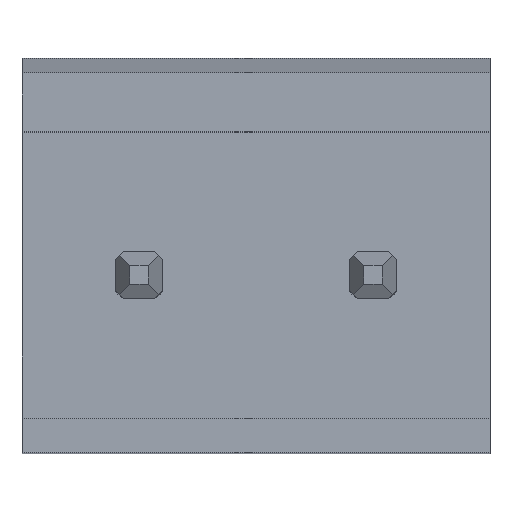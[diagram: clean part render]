
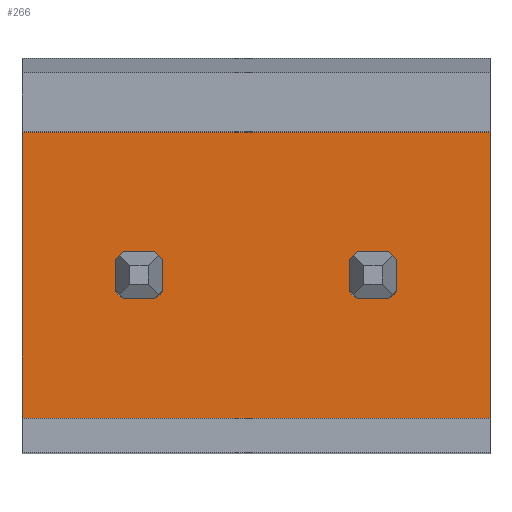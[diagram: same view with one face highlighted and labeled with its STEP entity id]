
A CAD part, top view. The second image highlights one B-rep face of the part: STEP entity #266.
In plain terms, the highlighted planar face has unit normal (0, 0, 1).
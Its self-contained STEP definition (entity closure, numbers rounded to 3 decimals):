
#95=AXIS2_PLACEMENT_3D('Circle Axis2P3D',#93,#94,$) ;
#114=AXIS2_PLACEMENT_3D('Plane Axis2P3D',#111,#112,#113) ;
#161=AXIS2_PLACEMENT_3D('Circle Axis2P3D',#159,#160,$) ;
#175=AXIS2_PLACEMENT_3D('Circle Axis2P3D',#173,#174,$) ;
#189=AXIS2_PLACEMENT_3D('Circle Axis2P3D',#187,#188,$) ;
#203=AXIS2_PLACEMENT_3D('Circle Axis2P3D',#201,#202,$) ;
#225=AXIS2_PLACEMENT_3D('Circle Axis2P3D',#223,#224,$) ;
#239=AXIS2_PLACEMENT_3D('Circle Axis2P3D',#237,#238,$) ;
#253=AXIS2_PLACEMENT_3D('Circle Axis2P3D',#251,#252,$) ;
#42=CARTESIAN_POINT('Vertex',(2.,4.132,7.95)) ;
#45=CARTESIAN_POINT('Line Origine',(2.,3.8,7.95)) ;
#49=CARTESIAN_POINT('Vertex',(2.,3.468,7.95)) ;
#90=CARTESIAN_POINT('Vertex',(2.168,4.3,7.95)) ;
#93=CARTESIAN_POINT('Axis2P3D Location',(2.5,3.8,7.95)) ;
#111=CARTESIAN_POINT('Axis2P3D Location',(0.,6.86,7.95)) ;
#116=CARTESIAN_POINT('Line Origine',(10.,3.795,7.95)) ;
#120=CARTESIAN_POINT('Vertex',(10.,0.73,7.95)) ;
#122=CARTESIAN_POINT('Vertex',(10.,6.86,7.95)) ;
#125=CARTESIAN_POINT('Line Origine',(5.,6.86,7.95)) ;
#129=CARTESIAN_POINT('Vertex',(0.,6.86,7.95)) ;
#132=CARTESIAN_POINT('Line Origine',(0.,3.795,7.95)) ;
#136=CARTESIAN_POINT('Vertex',(0.,0.73,7.95)) ;
#139=CARTESIAN_POINT('Line Origine',(5.,0.73,7.95)) ;
#150=CARTESIAN_POINT('Line Origine',(7.,3.8,7.95)) ;
#154=CARTESIAN_POINT('Vertex',(7.,4.132,7.95)) ;
#156=CARTESIAN_POINT('Vertex',(7.,3.468,7.95)) ;
#159=CARTESIAN_POINT('Axis2P3D Location',(7.5,3.8,7.95)) ;
#163=CARTESIAN_POINT('Vertex',(7.168,4.3,7.95)) ;
#166=CARTESIAN_POINT('Line Origine',(7.5,4.3,7.95)) ;
#170=CARTESIAN_POINT('Vertex',(7.832,4.3,7.95)) ;
#173=CARTESIAN_POINT('Axis2P3D Location',(7.5,3.8,7.95)) ;
#177=CARTESIAN_POINT('Vertex',(8.,4.132,7.95)) ;
#180=CARTESIAN_POINT('Line Origine',(8.,3.8,7.95)) ;
#184=CARTESIAN_POINT('Vertex',(8.,3.468,7.95)) ;
#187=CARTESIAN_POINT('Axis2P3D Location',(7.5,3.8,7.95)) ;
#191=CARTESIAN_POINT('Vertex',(7.832,3.3,7.95)) ;
#194=CARTESIAN_POINT('Line Origine',(7.5,3.3,7.95)) ;
#198=CARTESIAN_POINT('Vertex',(7.168,3.3,7.95)) ;
#201=CARTESIAN_POINT('Axis2P3D Location',(7.5,3.8,7.95)) ;
#216=CARTESIAN_POINT('Line Origine',(2.5,4.3,7.95)) ;
#220=CARTESIAN_POINT('Vertex',(2.832,4.3,7.95)) ;
#223=CARTESIAN_POINT('Axis2P3D Location',(2.5,3.8,7.95)) ;
#227=CARTESIAN_POINT('Vertex',(3.,4.132,7.95)) ;
#230=CARTESIAN_POINT('Line Origine',(3.,3.8,7.95)) ;
#234=CARTESIAN_POINT('Vertex',(3.,3.468,7.95)) ;
#237=CARTESIAN_POINT('Axis2P3D Location',(2.5,3.8,7.95)) ;
#241=CARTESIAN_POINT('Vertex',(2.832,3.3,7.95)) ;
#244=CARTESIAN_POINT('Line Origine',(2.5,3.3,7.95)) ;
#248=CARTESIAN_POINT('Vertex',(2.168,3.3,7.95)) ;
#251=CARTESIAN_POINT('Axis2P3D Location',(2.5,3.8,7.95)) ;
#46=DIRECTION('Vector Direction',(0.,-1.,0.)) ;
#94=DIRECTION('Axis2P3D Direction',(0.,0.,1.)) ;
#112=DIRECTION('Axis2P3D Direction',(-0.,0.,1.)) ;
#113=DIRECTION('Axis2P3D XDirection',(0.,-1.,0.)) ;
#117=DIRECTION('Vector Direction',(0.,-1.,0.)) ;
#126=DIRECTION('Vector Direction',(1.,0.,0.)) ;
#133=DIRECTION('Vector Direction',(0.,-1.,0.)) ;
#140=DIRECTION('Vector Direction',(1.,0.,0.)) ;
#151=DIRECTION('Vector Direction',(0.,-1.,0.)) ;
#160=DIRECTION('Axis2P3D Direction',(-0.,0.,1.)) ;
#167=DIRECTION('Vector Direction',(1.,0.,0.)) ;
#174=DIRECTION('Axis2P3D Direction',(-0.,0.,1.)) ;
#181=DIRECTION('Vector Direction',(0.,1.,0.)) ;
#188=DIRECTION('Axis2P3D Direction',(-0.,0.,1.)) ;
#195=DIRECTION('Vector Direction',(-1.,0.,0.)) ;
#202=DIRECTION('Axis2P3D Direction',(-0.,0.,1.)) ;
#217=DIRECTION('Vector Direction',(1.,0.,0.)) ;
#224=DIRECTION('Axis2P3D Direction',(-0.,0.,1.)) ;
#231=DIRECTION('Vector Direction',(0.,1.,0.)) ;
#238=DIRECTION('Axis2P3D Direction',(-0.,0.,1.)) ;
#245=DIRECTION('Vector Direction',(-1.,0.,0.)) ;
#252=DIRECTION('Axis2P3D Direction',(-0.,0.,1.)) ;
#47=VECTOR('Line Direction',#46,1.) ;
#118=VECTOR('Line Direction',#117,1.) ;
#127=VECTOR('Line Direction',#126,1.) ;
#134=VECTOR('Line Direction',#133,1.) ;
#141=VECTOR('Line Direction',#140,1.) ;
#152=VECTOR('Line Direction',#151,1.) ;
#168=VECTOR('Line Direction',#167,1.) ;
#182=VECTOR('Line Direction',#181,1.) ;
#196=VECTOR('Line Direction',#195,1.) ;
#218=VECTOR('Line Direction',#217,1.) ;
#232=VECTOR('Line Direction',#231,1.) ;
#246=VECTOR('Line Direction',#245,1.) ;
#145=ORIENTED_EDGE('',*,*,#124,.T.) ;
#146=ORIENTED_EDGE('',*,*,#131,.F.) ;
#147=ORIENTED_EDGE('',*,*,#138,.F.) ;
#148=ORIENTED_EDGE('',*,*,#143,.T.) ;
#207=ORIENTED_EDGE('',*,*,#158,.F.) ;
#208=ORIENTED_EDGE('',*,*,#165,.F.) ;
#209=ORIENTED_EDGE('',*,*,#172,.T.) ;
#210=ORIENTED_EDGE('',*,*,#179,.F.) ;
#211=ORIENTED_EDGE('',*,*,#186,.F.) ;
#212=ORIENTED_EDGE('',*,*,#193,.F.) ;
#213=ORIENTED_EDGE('',*,*,#200,.T.) ;
#214=ORIENTED_EDGE('',*,*,#205,.F.) ;
#257=ORIENTED_EDGE('',*,*,#97,.F.) ;
#258=ORIENTED_EDGE('',*,*,#222,.T.) ;
#259=ORIENTED_EDGE('',*,*,#229,.F.) ;
#260=ORIENTED_EDGE('',*,*,#236,.F.) ;
#261=ORIENTED_EDGE('',*,*,#243,.F.) ;
#262=ORIENTED_EDGE('',*,*,#250,.T.) ;
#263=ORIENTED_EDGE('',*,*,#255,.F.) ;
#264=ORIENTED_EDGE('',*,*,#51,.F.) ;
#215=FACE_BOUND('',#206,.T.) ;
#265=FACE_BOUND('',#256,.T.) ;
#266=ADVANCED_FACE('Housing',(#149,#215,#265),#115,.T.) ;
#96=CIRCLE('generated circle',#95,0.6) ;
#162=CIRCLE('generated circle',#161,0.6) ;
#176=CIRCLE('generated circle',#175,0.6) ;
#190=CIRCLE('generated circle',#189,0.6) ;
#204=CIRCLE('generated circle',#203,0.6) ;
#226=CIRCLE('generated circle',#225,0.6) ;
#240=CIRCLE('generated circle',#239,0.6) ;
#254=CIRCLE('generated circle',#253,0.6) ;
#51=EDGE_CURVE('',#43,#50,#48,.T.) ;
#97=EDGE_CURVE('',#91,#43,#96,.T.) ;
#124=EDGE_CURVE('',#121,#123,#119,.F.) ;
#131=EDGE_CURVE('',#130,#123,#128,.T.) ;
#138=EDGE_CURVE('',#137,#130,#135,.F.) ;
#143=EDGE_CURVE('',#137,#121,#142,.T.) ;
#158=EDGE_CURVE('',#155,#157,#153,.T.) ;
#165=EDGE_CURVE('',#164,#155,#162,.T.) ;
#172=EDGE_CURVE('',#164,#171,#169,.T.) ;
#179=EDGE_CURVE('',#178,#171,#176,.T.) ;
#186=EDGE_CURVE('',#185,#178,#183,.T.) ;
#193=EDGE_CURVE('',#192,#185,#190,.T.) ;
#200=EDGE_CURVE('',#192,#199,#197,.T.) ;
#205=EDGE_CURVE('',#157,#199,#204,.T.) ;
#222=EDGE_CURVE('',#91,#221,#219,.T.) ;
#229=EDGE_CURVE('',#228,#221,#226,.T.) ;
#236=EDGE_CURVE('',#235,#228,#233,.T.) ;
#243=EDGE_CURVE('',#242,#235,#240,.T.) ;
#250=EDGE_CURVE('',#242,#249,#247,.T.) ;
#255=EDGE_CURVE('',#50,#249,#254,.T.) ;
#144=EDGE_LOOP('',(#145,#146,#147,#148)) ;
#206=EDGE_LOOP('',(#207,#208,#209,#210,#211,#212,#213,#214)) ;
#256=EDGE_LOOP('',(#257,#258,#259,#260,#261,#262,#263,#264)) ;
#149=FACE_OUTER_BOUND('',#144,.T.) ;
#48=LINE('Line',#45,#47) ;
#119=LINE('Line',#116,#118) ;
#128=LINE('Line',#125,#127) ;
#135=LINE('Line',#132,#134) ;
#142=LINE('Line',#139,#141) ;
#153=LINE('Line',#150,#152) ;
#169=LINE('Line',#166,#168) ;
#183=LINE('Line',#180,#182) ;
#197=LINE('Line',#194,#196) ;
#219=LINE('Line',#216,#218) ;
#233=LINE('Line',#230,#232) ;
#247=LINE('Line',#244,#246) ;
#115=PLANE('',#114) ;
#43=VERTEX_POINT('',#42) ;
#50=VERTEX_POINT('',#49) ;
#91=VERTEX_POINT('',#90) ;
#121=VERTEX_POINT('',#120) ;
#123=VERTEX_POINT('',#122) ;
#130=VERTEX_POINT('',#129) ;
#137=VERTEX_POINT('',#136) ;
#155=VERTEX_POINT('',#154) ;
#157=VERTEX_POINT('',#156) ;
#164=VERTEX_POINT('',#163) ;
#171=VERTEX_POINT('',#170) ;
#178=VERTEX_POINT('',#177) ;
#185=VERTEX_POINT('',#184) ;
#192=VERTEX_POINT('',#191) ;
#199=VERTEX_POINT('',#198) ;
#221=VERTEX_POINT('',#220) ;
#228=VERTEX_POINT('',#227) ;
#235=VERTEX_POINT('',#234) ;
#242=VERTEX_POINT('',#241) ;
#249=VERTEX_POINT('',#248) ;
